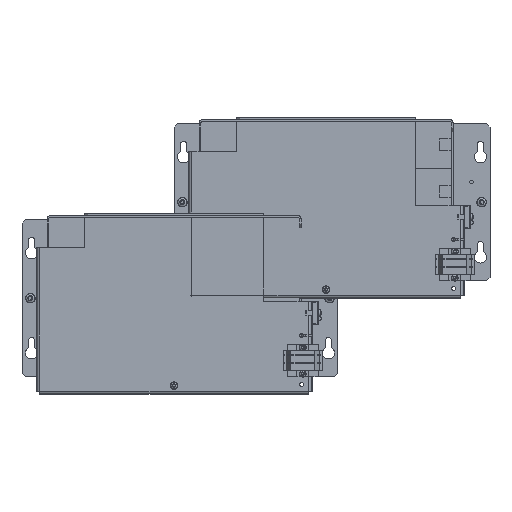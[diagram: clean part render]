
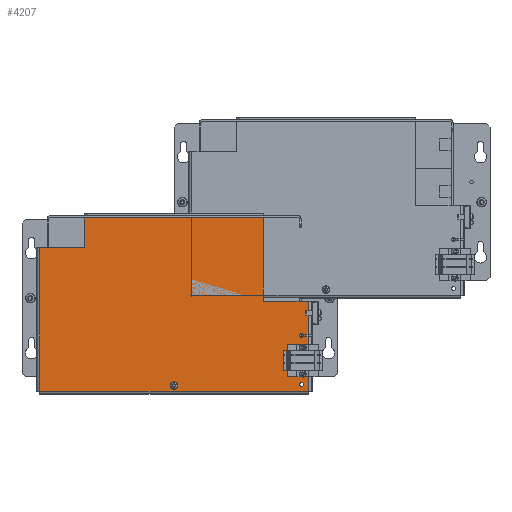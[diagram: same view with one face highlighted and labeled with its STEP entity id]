
A CAD part, top view. The second image highlights one B-rep face of the part: STEP entity #4207.
In plain terms, the highlighted planar face has unit normal (0, 0, 1).
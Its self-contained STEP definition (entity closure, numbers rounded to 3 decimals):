
#2061 = EDGE_CURVE( '', #6175, #6176, #6177, .T. );
#2315 = EDGE_CURVE( '', #6596, #6596, #6597, .T. );
#2676 = EDGE_CURVE( '', #7167, #7167, #7168, .T. );
#3239 = EDGE_CURVE( '', #8000, #6176, #8001, .T. );
#3336 = EDGE_CURVE( '', #8132, #8132, #8133, .T. );
#3569 = EDGE_CURVE( '', #8459, #8459, #8460, .T. );
#3882 = EDGE_CURVE( '', #6887, #8870, #8871, .T. );
#3906 = EDGE_CURVE( '', #8904, #8904, #8905, .T. );
#3994 = EDGE_CURVE( '', #9013, #9014, #9015, .T. );
#4207 = ADVANCED_FACE( '', ( #9296, #9297, #9298, #9299, #9300, #9301 ), #9302, .T. );
#4274 = EDGE_CURVE( '', #6175, #9013, #9387, .T. );
#4716 = EDGE_CURVE( '', #7065, #9006, #9931, .T. );
#4800 = EDGE_CURVE( '', #8870, #6044, #10035, .T. );
#4917 = EDGE_CURVE( '', #9109, #6887, #10179, .T. );
#5113 = EDGE_CURVE( '', #8000, #9741, #10417, .T. );
#5219 = EDGE_CURVE( '', #9006, #9109, #10542, .T. );
#5364 = EDGE_CURVE( '', #6044, #9741, #10731, .T. );
#5818 = EDGE_CURVE( '', #9014, #7065, #11265, .T. );
#6044 = VERTEX_POINT( '', #11553 );
#6175 = VERTEX_POINT( '', #11748 );
#6176 = VERTEX_POINT( '', #11749 );
#6177 = LINE( '', #11750, #11751 );
#6596 = VERTEX_POINT( '', #12396 );
#6597 = CIRCLE( '', #12397, 1.25 );
#6887 = VERTEX_POINT( '', #12805 );
#7065 = VERTEX_POINT( '', #13072 );
#7167 = VERTEX_POINT( '', #13236 );
#7168 = CIRCLE( '', #13237, 1.75 );
#8000 = VERTEX_POINT( '', #14563 );
#8001 = LINE( '', #14564, #14565 );
#8132 = VERTEX_POINT( '', #14761 );
#8133 = CIRCLE( '', #14762, 1.75 );
#8459 = VERTEX_POINT( '', #15306 );
#8460 = CIRCLE( '', #15307, 1.25 );
#8870 = VERTEX_POINT( '', #16050 );
#8871 = LINE( '', #16051, #16052 );
#8904 = VERTEX_POINT( '', #16098 );
#8905 = CIRCLE( '', #16099, 2. );
#9006 = VERTEX_POINT( '', #16258 );
#9013 = VERTEX_POINT( '', #16269 );
#9014 = VERTEX_POINT( '', #16270 );
#9015 = LINE( '', #16271, #16272 );
#9109 = VERTEX_POINT( '', #16443 );
#9296 = FACE_OUTER_BOUND( '', #16792, .T. );
#9297 = FACE_BOUND( '', #16793, .T. );
#9298 = FACE_BOUND( '', #16794, .T. );
#9299 = FACE_BOUND( '', #16795, .T. );
#9300 = FACE_BOUND( '', #16796, .T. );
#9301 = FACE_BOUND( '', #16797, .T. );
#9302 = PLANE( '', #16798 );
#9387 = LINE( '', #16935, #16936 );
#9741 = VERTEX_POINT( '', #17543 );
#9931 = LINE( '', #17869, #17870 );
#10035 = LINE( '', #18019, #18020 );
#10179 = LINE( '', #18256, #18257 );
#10417 = LINE( '', #18653, #18654 );
#10542 = LINE( '', #18886, #18887 );
#10731 = LINE( '', #19184, #19185 );
#11265 = LINE( '', #20066, #20067 );
#11553 = CARTESIAN_POINT( '', ( 112.5, -78., 73. ) );
#11748 = CARTESIAN_POINT( '', ( 112.5, -10.75, 73. ) );
#11749 = CARTESIAN_POINT( '', ( 110., -10.75, 73. ) );
#11750 = CARTESIAN_POINT( '', ( 110., -10.75, 73. ) );
#11751 = VECTOR( '', #20477, 1000. );
#12396 = CARTESIAN_POINT( '', ( 108., -40.25, 73. ) );
#12397 = AXIS2_PLACEMENT_3D( '', #20829, #20830, #20831 );
#12805 = CARTESIAN_POINT( '', ( -112.5, 42., 73. ) );
#13072 = CARTESIAN_POINT( '', ( 75., 68., 73. ) );
#13236 = CARTESIAN_POINT( '', ( 107., -70.75, 73. ) );
#13237 = AXIS2_PLACEMENT_3D( '', #21379, #21380, #21381 );
#14563 = CARTESIAN_POINT( '', ( 110., -14.25, 73. ) );
#14564 = CARTESIAN_POINT( '', ( 110., -78., 73. ) );
#14565 = VECTOR( '', #22284, 1000. );
#14761 = CARTESIAN_POINT( '', ( 107., -29.75, 73. ) );
#14762 = AXIS2_PLACEMENT_3D( '', #22436, #22437, #22438 );
#15306 = CARTESIAN_POINT( '', ( 108., -62.25, 73. ) );
#15307 = AXIS2_PLACEMENT_3D( '', #22790, #22791, #22792 );
#16050 = CARTESIAN_POINT( '', ( -112.5, -78., 73. ) );
#16051 = CARTESIAN_POINT( '', ( -112.5, -78., 73. ) );
#16052 = VECTOR( '', #23283, 1000. );
#16098 = CARTESIAN_POINT( '', ( 0., -71.5, 73. ) );
#16099 = AXIS2_PLACEMENT_3D( '', #23332, #23333, #23334 );
#16258 = CARTESIAN_POINT( '', ( -75., 68., 73. ) );
#16269 = CARTESIAN_POINT( '', ( 112.5, -2.5, 73. ) );
#16270 = CARTESIAN_POINT( '', ( 75., -2.5, 73. ) );
#16271 = CARTESIAN_POINT( '', ( -112.5, -2.5, 73. ) );
#16272 = VECTOR( '', #23459, 1000. );
#16443 = CARTESIAN_POINT( '', ( -75., 42., 73. ) );
#16792 = EDGE_LOOP( '', ( #23760, #23761, #23762, #23763, #23764, #23765, #23766, #23767, #23768, #23769, #23770, #23771 ) );
#16793 = EDGE_LOOP( '', ( #23772 ) );
#16794 = EDGE_LOOP( '', ( #23773 ) );
#16795 = EDGE_LOOP( '', ( #23774 ) );
#16796 = EDGE_LOOP( '', ( #23775 ) );
#16797 = EDGE_LOOP( '', ( #23776 ) );
#16798 = AXIS2_PLACEMENT_3D( '', #23777, #23778, #23779 );
#16935 = CARTESIAN_POINT( '', ( 112.5, -78., 73. ) );
#16936 = VECTOR( '', #23871, 1000. );
#17543 = CARTESIAN_POINT( '', ( 112.5, -14.25, 73. ) );
#17869 = CARTESIAN_POINT( '', ( -112.5, 68., 73. ) );
#17870 = VECTOR( '', #24565, 1000. );
#18019 = CARTESIAN_POINT( '', ( -112.5, -78., 73. ) );
#18020 = VECTOR( '', #24724, 1000. );
#18256 = CARTESIAN_POINT( '', ( -112.5, 42., 73. ) );
#18257 = VECTOR( '', #24895, 1000. );
#18653 = CARTESIAN_POINT( '', ( 115., -14.25, 73. ) );
#18654 = VECTOR( '', #25208, 1000. );
#18886 = CARTESIAN_POINT( '', ( -75., -78., 73. ) );
#18887 = VECTOR( '', #25338, 1000. );
#19184 = CARTESIAN_POINT( '', ( 112.5, -78., 73. ) );
#19185 = VECTOR( '', #25623, 1000. );
#20066 = CARTESIAN_POINT( '', ( 75., -78., 73. ) );
#20067 = VECTOR( '', #26299, 1000. );
#20477 = DIRECTION( '', ( -1., 0., 0. ) );
#20829 = CARTESIAN_POINT( '', ( 108., -41.5, 73. ) );
#20830 = DIRECTION( '', ( 0., 0., -1. ) );
#20831 = DIRECTION( '', ( 0., 1., 0. ) );
#21379 = CARTESIAN_POINT( '', ( 107., -72.5, 73. ) );
#21380 = DIRECTION( '', ( 0., 0., -1. ) );
#21381 = DIRECTION( '', ( 0., 1., 0. ) );
#22284 = DIRECTION( '', ( 0., 1., 0. ) );
#22436 = CARTESIAN_POINT( '', ( 107., -31.5, 73. ) );
#22437 = DIRECTION( '', ( 0., 0., -1. ) );
#22438 = DIRECTION( '', ( 0., 1., 0. ) );
#22790 = CARTESIAN_POINT( '', ( 108., -63.5, 73. ) );
#22791 = DIRECTION( '', ( 0., 0., -1. ) );
#22792 = DIRECTION( '', ( 0., 1., 0. ) );
#23283 = DIRECTION( '', ( 0., -1., 0. ) );
#23332 = CARTESIAN_POINT( '', ( 0., -73.5, 73. ) );
#23333 = DIRECTION( '', ( 0., 0., -1. ) );
#23334 = DIRECTION( '', ( 0., 1., 0. ) );
#23459 = DIRECTION( '', ( -1., 0., 0. ) );
#23760 = ORIENTED_EDGE( '', *, *, #5364, .T. );
#23761 = ORIENTED_EDGE( '', *, *, #5113, .F. );
#23762 = ORIENTED_EDGE( '', *, *, #3239, .T. );
#23763 = ORIENTED_EDGE( '', *, *, #2061, .F. );
#23764 = ORIENTED_EDGE( '', *, *, #4274, .T. );
#23765 = ORIENTED_EDGE( '', *, *, #3994, .T. );
#23766 = ORIENTED_EDGE( '', *, *, #5818, .T. );
#23767 = ORIENTED_EDGE( '', *, *, #4716, .T. );
#23768 = ORIENTED_EDGE( '', *, *, #5219, .T. );
#23769 = ORIENTED_EDGE( '', *, *, #4917, .T. );
#23770 = ORIENTED_EDGE( '', *, *, #3882, .T. );
#23771 = ORIENTED_EDGE( '', *, *, #4800, .T. );
#23772 = ORIENTED_EDGE( '', *, *, #3569, .T. );
#23773 = ORIENTED_EDGE( '', *, *, #2315, .T. );
#23774 = ORIENTED_EDGE( '', *, *, #2676, .T. );
#23775 = ORIENTED_EDGE( '', *, *, #3336, .T. );
#23776 = ORIENTED_EDGE( '', *, *, #3906, .T. );
#23777 = CARTESIAN_POINT( '', ( -112.5, -78., 73. ) );
#23778 = DIRECTION( '', ( 0., 0., 1. ) );
#23779 = DIRECTION( '', ( 1., 0., 0. ) );
#23871 = DIRECTION( '', ( 0., 1., 0. ) );
#24565 = DIRECTION( '', ( -1., 0., 0. ) );
#24724 = DIRECTION( '', ( 1., 0., 0. ) );
#24895 = DIRECTION( '', ( -1., 0., 0. ) );
#25208 = DIRECTION( '', ( 1., 0., 0. ) );
#25338 = DIRECTION( '', ( 0., -1., 0. ) );
#25623 = DIRECTION( '', ( 0., 1., 0. ) );
#26299 = DIRECTION( '', ( 0., 1., 0. ) );
